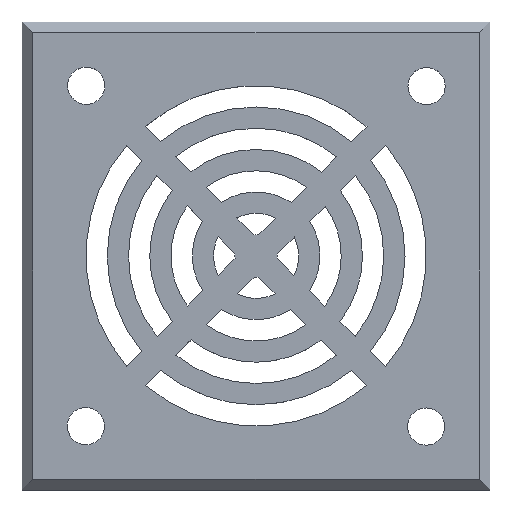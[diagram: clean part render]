
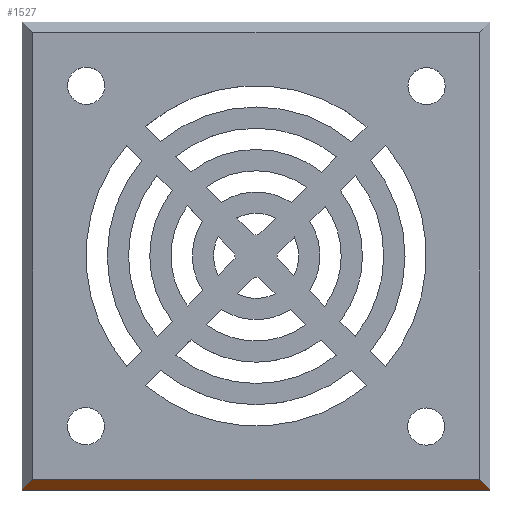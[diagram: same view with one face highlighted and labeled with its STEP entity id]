
A CAD part, top view. The second image highlights one B-rep face of the part: STEP entity #1527.
In plain terms, the highlighted planar face has unit normal (0, -0.707, 0.707).
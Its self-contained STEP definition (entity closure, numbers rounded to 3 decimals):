
#165=FACE_OUTER_BOUND('',#243,.T.);
#243=EDGE_LOOP('',(#1043,#1044,#1045,#1046));
#364=LINE('',#2235,#516);
#366=LINE('',#2239,#518);
#367=LINE('',#2241,#519);
#368=LINE('',#2242,#520);
#516=VECTOR('',#1778,10.);
#518=VECTOR('',#1782,10.);
#519=VECTOR('',#1783,10.);
#520=VECTOR('',#1784,10.);
#667=VERTEX_POINT('',#2232);
#668=VERTEX_POINT('',#2234);
#669=VERTEX_POINT('',#2238);
#670=VERTEX_POINT('',#2240);
#816=EDGE_CURVE('',#667,#668,#364,.T.);
#818=EDGE_CURVE('',#667,#669,#366,.T.);
#819=EDGE_CURVE('',#669,#670,#367,.T.);
#820=EDGE_CURVE('',#670,#668,#368,.T.);
#1043=ORIENTED_EDGE('',*,*,#818,.T.);
#1044=ORIENTED_EDGE('',*,*,#819,.T.);
#1045=ORIENTED_EDGE('',*,*,#820,.T.);
#1046=ORIENTED_EDGE('',*,*,#816,.F.);
#1485=PLANE('',#1619);
#1527=ADVANCED_FACE('',(#165),#1485,.T.);
#1619=AXIS2_PLACEMENT_3D('',#2237,#1780,#1781);
#1778=DIRECTION('',(0.577,-0.577,-0.577));
#1780=DIRECTION('center_axis',(0.,-0.707,0.707));
#1781=DIRECTION('ref_axis',(1.,0.,0.));
#1782=DIRECTION('',(-1.,0.,0.));
#1783=DIRECTION('',(-0.577,-0.577,-0.577));
#1784=DIRECTION('',(1.,0.,0.));
#2232=CARTESIAN_POINT('',(38.989,-3.011,1.5));
#2234=CARTESIAN_POINT('',(39.989,-4.011,0.5));
#2235=CARTESIAN_POINT('',(38.989,-3.011,1.5));
#2237=CARTESIAN_POINT('Origin',(6.989,-3.511,1.));
#2238=CARTESIAN_POINT('',(-3.011,-3.011,1.5));
#2239=CARTESIAN_POINT('',(6.989,-3.011,1.5));
#2240=CARTESIAN_POINT('',(-4.011,-4.011,0.5));
#2241=CARTESIAN_POINT('',(-3.011,-3.011,1.5));
#2242=CARTESIAN_POINT('',(6.989,-4.011,0.5));
